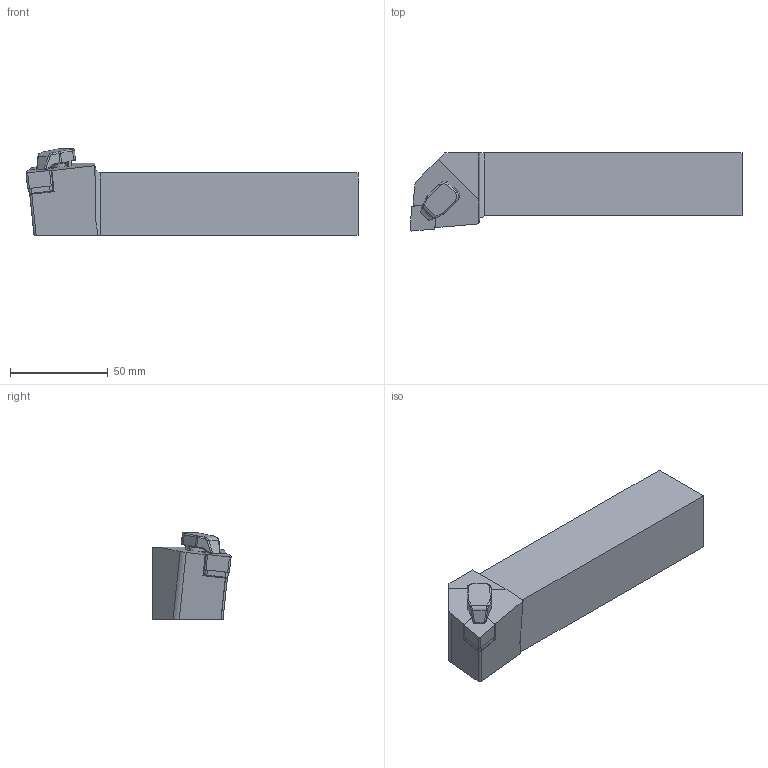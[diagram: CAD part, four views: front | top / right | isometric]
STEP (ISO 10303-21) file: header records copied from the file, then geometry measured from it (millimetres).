
FILE_DESCRIPTION (( 'STEP AP214' ), '1' );
FILE_NAME ('CCLNR-3232-P1207C.STP', '2023-11-01T09:58:41', ( '' ), ( '' ), 'SwSTEP 2.0', 'SolidWorks 2018', '' );
FILE_SCHEMA (( 'AUTOMOTIVE_DESIGN' ));
Length unit declared in the file: millimetre
Products named in the file (1): CCLNR-3232-P1207C
Bounding box: 170 x 40 x 44.51 mm (x, y, z)
Volume: 177173.9 mm3; surface area: 25527.7 mm2
Topology: 2 solids, 2 shells, 174 faces, 433 edges, 260 vertices
Faces by surface type: plane 68, cylinder 60, torus 23, cone 13, bspline 10
Entity records: 7851 total; most frequent: CARTESIAN_POINT 1799, DIRECTION 877, ORIENTED_EDGE 858, EDGE_CURVE 429, AXIS2_PLACEMENT_3D 319, VERTEX_POINT 260, LINE 239, VECTOR 239
